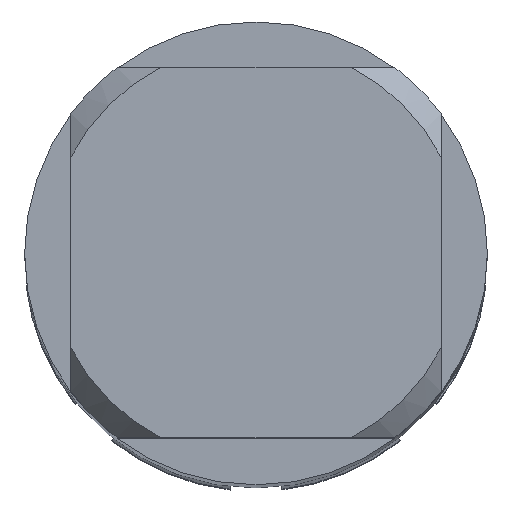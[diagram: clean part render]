
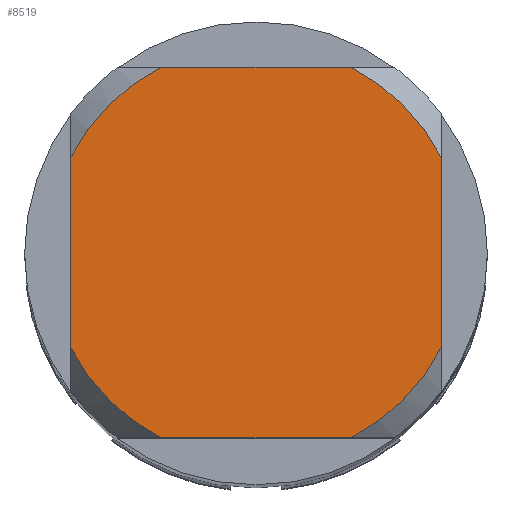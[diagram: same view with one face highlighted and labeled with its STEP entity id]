
A CAD part, top view. The second image highlights one B-rep face of the part: STEP entity #8519.
In plain terms, the highlighted planar face has unit normal (0, 0, 1).
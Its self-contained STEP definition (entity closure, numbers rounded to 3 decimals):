
#3773=EDGE_CURVE('',#10201,#5159,#11165,.T.);
#4199=EDGE_CURVE('',#10897,#8871,#11639,.T.);
#4645=EDGE_CURVE('',#10897,#4859,#12122,.T.);
#4859=VERTEX_POINT('',#12355);
#5159=VERTEX_POINT('',#12671);
#5559=EDGE_CURVE('',#10889,#8819,#13107,.T.);
#5627=EDGE_CURVE('',#6859,#5159,#13181,.T.);
#5721=EDGE_CURVE('',#10889,#4859,#13285,.T.);
#6859=VERTEX_POINT('',#14522);
#8519=ADVANCED_FACE('',(#16332),#16333,.T.);
#8819=VERTEX_POINT('',#16659);
#8871=VERTEX_POINT('',#16716);
#9441=EDGE_CURVE('',#6859,#8871,#17332,.T.);
#10201=VERTEX_POINT('',#18141);
#10637=EDGE_CURVE('',#10201,#8819,#18617,.T.);
#10889=VERTEX_POINT('',#18884);
#10897=VERTEX_POINT('',#18893);
#11165=LINE('',#19193,#19194);
#11639=CIRCLE('',#20016,4.5);
#12122=LINE('',#20962,#20963);
#12355=CARTESIAN_POINT('',(4.0,2.062,0.0));
#12671=CARTESIAN_POINT('',(-4.0,-2.062,0.0));
#13107=LINE('',#22777,#22778);
#13181=CIRCLE('',#22959,4.5);
#13285=CIRCLE('',#23118,4.5);
#14522=CARTESIAN_POINT('',(-2.062,-4.0,0.0));
#16332=FACE_OUTER_BOUND('',#28608,.T.);
#16333=PLANE('',#28609);
#16659=CARTESIAN_POINT('',(-2.062,4.0,0.0));
#16716=CARTESIAN_POINT('',(2.062,-4.0,0.0));
#17332=LINE('',#30361,#30362);
#18141=CARTESIAN_POINT('',(-4.0,2.062,0.0));
#18617=CIRCLE('',#32713,4.5);
#18884=CARTESIAN_POINT('',(2.062,4.0,0.0));
#18893=CARTESIAN_POINT('',(4.0,-2.062,0.0));
#19193=CARTESIAN_POINT('',(-4.0,1.125,0.0));
#19194=VECTOR('',#33602,1.0);
#20016=AXIS2_PLACEMENT_3D('',#34234,#34235,#34236);
#20962=CARTESIAN_POINT('',(4.0,1.125,0.0));
#20963=VECTOR('',#34774,1.0);
#22777=CARTESIAN_POINT('',(0.0,4.0,0.0));
#22778=VECTOR('',#35801,1.0);
#22959=AXIS2_PLACEMENT_3D('',#35870,#35871,#35872);
#23118=AXIS2_PLACEMENT_3D('',#35990,#35991,#35992);
#28608=EDGE_LOOP('',(#39284,#39285,#39286,#39287,#39288,#39289,#39290,#39291));
#28609=AXIS2_PLACEMENT_3D('',#39292,#39293,#39294);
#30361=CARTESIAN_POINT('',(0.0,-4.0,0.0));
#30362=VECTOR('',#40500,1.0);
#32713=AXIS2_PLACEMENT_3D('',#41623,#41624,#41625);
#33602=DIRECTION('',(-0.0,-1.0,0.0));
#34234=CARTESIAN_POINT('',(0.0,0.0,0.0));
#34235=DIRECTION('',(0.0,0.0,-1.0));
#34236=DIRECTION('',(0.0,1.0,0.0));
#34774=DIRECTION('',(-0.0,1.0,0.0));
#35801=DIRECTION('',(-1.0,0.0,0.0));
#35870=CARTESIAN_POINT('',(0.0,0.0,0.0));
#35871=DIRECTION('',(0.0,0.0,-1.0));
#35872=DIRECTION('',(0.0,1.0,0.0));
#35990=CARTESIAN_POINT('',(0.0,0.0,0.0));
#35991=DIRECTION('',(0.0,0.0,-1.0));
#35992=DIRECTION('',(0.0,1.0,0.0));
#39284=ORIENTED_EDGE('',*,*,#3773,.T.);
#39285=ORIENTED_EDGE('',*,*,#5627,.F.);
#39286=ORIENTED_EDGE('',*,*,#9441,.T.);
#39287=ORIENTED_EDGE('',*,*,#4199,.F.);
#39288=ORIENTED_EDGE('',*,*,#4645,.T.);
#39289=ORIENTED_EDGE('',*,*,#5721,.F.);
#39290=ORIENTED_EDGE('',*,*,#5559,.T.);
#39291=ORIENTED_EDGE('',*,*,#10637,.F.);
#39292=CARTESIAN_POINT('',(0.0,2.25,0.0));
#39293=DIRECTION('',(-0.0,0.0,1.0));
#39294=DIRECTION('',(0.0,-1.0,0.0));
#40500=DIRECTION('',(1.0,0.0,0.0));
#41623=CARTESIAN_POINT('',(0.0,0.0,0.0));
#41624=DIRECTION('',(0.0,0.0,-1.0));
#41625=DIRECTION('',(0.0,1.0,0.0));
